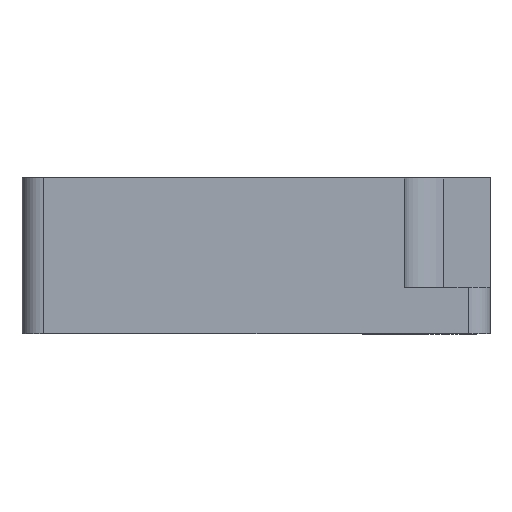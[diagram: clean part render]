
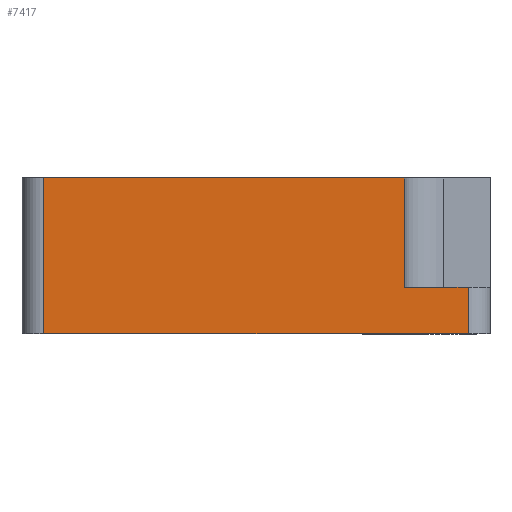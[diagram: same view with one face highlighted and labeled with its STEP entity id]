
A CAD part, left-side view. The second image highlights one B-rep face of the part: STEP entity #7417.
In plain terms, the highlighted planar face has unit normal (-1, 0, 0).
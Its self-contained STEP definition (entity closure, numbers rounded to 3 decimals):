
#355 = EDGE_CURVE ( 'NONE', #5674, #3901, #4539, .T. ) ;
#436 = CARTESIAN_POINT ( 'NONE',  ( -19., -10.5, 3. ) ) ;
#719 = DIRECTION ( 'NONE',  ( -1., 0., 0. ) ) ;
#814 = CARTESIAN_POINT ( 'NONE',  ( -19., -10.5, 10. ) ) ;
#1062 = LINE ( 'NONE', #4994, #3532 ) ;
#1110 = LINE ( 'NONE', #3400, #2902 ) ;
#1266 = VERTEX_POINT ( 'NONE', #436 ) ;
#1300 = EDGE_CURVE ( 'NONE', #5344, #3901, #1062, .T. ) ;
#1352 = ORIENTED_EDGE ( 'NONE', *, *, #3696, .T. ) ;
#1695 = CARTESIAN_POINT ( 'NONE',  ( -19., 12.6, 3. ) ) ;
#1879 = ORIENTED_EDGE ( 'NONE', *, *, #4116, .T. ) ;
#1906 = PLANE ( 'NONE',  #6716 ) ;
#2156 = DIRECTION ( 'NONE',  ( 0., 1., 0. ) ) ;
#2299 = ORIENTED_EDGE ( 'NONE', *, *, #355, .T. ) ;
#2327 = VECTOR ( 'NONE', #2343, 1000. ) ;
#2343 = DIRECTION ( 'NONE',  ( 0., 1., 0. ) ) ;
#2724 = LINE ( 'NONE', #4402, #4217 ) ;
#2841 = DIRECTION ( 'NONE',  ( 0., 0., 1. ) ) ;
#2901 = VECTOR ( 'NONE', #3987, 1000. ) ;
#2902 = VECTOR ( 'NONE', #2841, 1000. ) ;
#3022 = VERTEX_POINT ( 'NONE', #814 ) ;
#3400 = CARTESIAN_POINT ( 'NONE',  ( -19., -10.5, 0. ) ) ;
#3450 = ORIENTED_EDGE ( 'NONE', *, *, #1300, .F. ) ;
#3464 = EDGE_CURVE ( 'NONE', #4435, #5674, #6977, .T. ) ;
#3521 = DIRECTION ( 'NONE',  ( 0., 0., -1. ) ) ;
#3532 = VECTOR ( 'NONE', #7294, 1000. ) ;
#3606 = CARTESIAN_POINT ( 'NONE',  ( -19., -14.6, 3. ) ) ;
#3696 = EDGE_CURVE ( 'NONE', #3022, #4435, #2724, .T. ) ;
#3790 = ORIENTED_EDGE ( 'NONE', *, *, #3820, .T. ) ;
#3798 = EDGE_LOOP ( 'NONE', ( #3790, #1352, #4507, #2299, #3450, #1879 ) ) ;
#3820 = EDGE_CURVE ( 'NONE', #1266, #3022, #1110, .T. ) ;
#3901 = VERTEX_POINT ( 'NONE', #7397 ) ;
#3987 = DIRECTION ( 'NONE',  ( 0., -1., 0. ) ) ;
#4116 = EDGE_CURVE ( 'NONE', #5344, #1266, #5178, .T. ) ;
#4128 = CARTESIAN_POINT ( 'NONE',  ( -19., 12.6, 10. ) ) ;
#4217 = VECTOR ( 'NONE', #2156, 1000. ) ;
#4402 = CARTESIAN_POINT ( 'NONE',  ( -19., 12.6, 10. ) ) ;
#4435 = VERTEX_POINT ( 'NONE', #4128 ) ;
#4507 = ORIENTED_EDGE ( 'NONE', *, *, #3464, .T. ) ;
#4539 = LINE ( 'NONE', #6236, #2901 ) ;
#4614 = CARTESIAN_POINT ( 'NONE',  ( -19., 12.6, 0. ) ) ;
#4780 = DIRECTION ( 'NONE',  ( 0., 0., 1. ) ) ;
#4994 = CARTESIAN_POINT ( 'NONE',  ( -19., -14.6, 0. ) ) ;
#5178 = LINE ( 'NONE', #1695, #2327 ) ;
#5344 = VERTEX_POINT ( 'NONE', #3606 ) ;
#5674 = VERTEX_POINT ( 'NONE', #4614 ) ;
#5843 = FACE_OUTER_BOUND ( 'NONE', #3798, .T. ) ;
#5880 = CARTESIAN_POINT ( 'NONE',  ( -19., 12.6, 0. ) ) ;
#5891 = VECTOR ( 'NONE', #3521, 1000. ) ;
#6236 = CARTESIAN_POINT ( 'NONE',  ( -19., 0., 0. ) ) ;
#6716 = AXIS2_PLACEMENT_3D ( 'NONE', #5880, #719, #4780 ) ;
#6977 = LINE ( 'NONE', #7056, #5891 ) ;
#7056 = CARTESIAN_POINT ( 'NONE',  ( -19., 12.6, 0. ) ) ;
#7294 = DIRECTION ( 'NONE',  ( 0., 0., -1. ) ) ;
#7397 = CARTESIAN_POINT ( 'NONE',  ( -19., -14.6, 0. ) ) ;
#7417 = ADVANCED_FACE ( 'NONE', ( #5843 ), #1906, .T. ) ;
